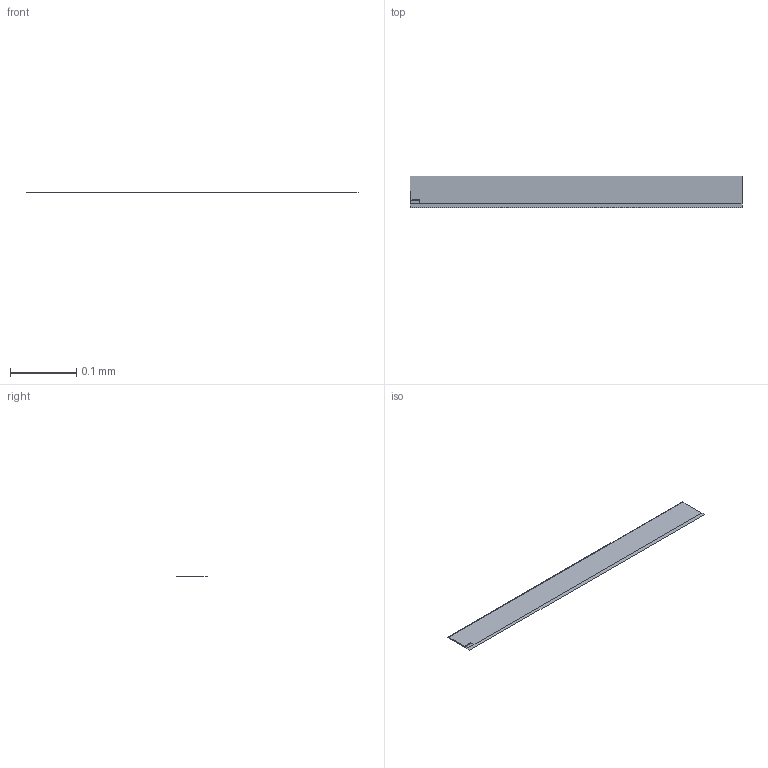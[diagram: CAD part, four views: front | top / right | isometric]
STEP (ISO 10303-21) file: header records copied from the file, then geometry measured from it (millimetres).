
FILE_DESCRIPTION(('FreeCAD Model'),'2;1');
FILE_NAME('Pi_compound1_test.step','2016-02-01T15:04:14',('Author'),(''), 'Open CASCADE STEP processor 6.8','FreeCAD','Unknown');
FILE_SCHEMA(('AUTOMOTIVE_DESIGN_CC2 { 1 2 10303 214 -1 1 5 4 }'));
Length unit declared in the file: millimetre
Products named in the file (2): ASSEMBLY; cp1Pi1
Assembly tree (1 placements, depth 2):
  ASSEMBLY
    cp1Pi1
Bounding box: 0.5 x 0.05 x 0 mm (x, y, z)
Surface area: 0 mm2 (no closed solid volume)
Topology: 0 solids, 4 shells, 4 faces, 24 edges, 24 vertices
Faces by surface type: plane 4
Entity records: 464 total; most frequent: CARTESIAN_POINT 78, DIRECTION 60, LINE 48, VECTOR 48, ORIENTED_EDGE 24, EDGE_CURVE 24, VERTEX_POINT 24, SURFACE_CURVE 24
